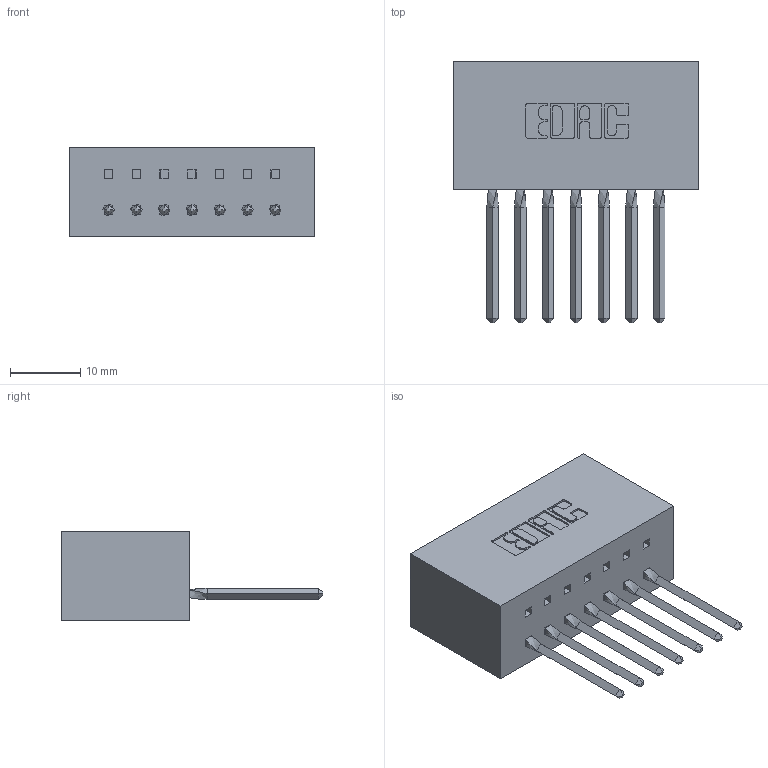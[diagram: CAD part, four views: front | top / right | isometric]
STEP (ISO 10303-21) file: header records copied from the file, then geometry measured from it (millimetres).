
FILE_DESCRIPTION (( 'STEP AP203' ), '1' );
FILE_NAME ('317-007-541-601.STEP', '2020-02-27T12:55:12', ( '' ), ( '' ), 'SwSTEP 2.0', 'SolidWorks 2016', '' );
FILE_SCHEMA (( 'CONFIG_CONTROL_DESIGN' ));
Length unit declared in the file: inch
Products named in the file (3): 317-290-002_541; 317-007-541-601; 317 Part_Lugless
Assembly tree (8 placements, depth 2):
  317-007-541-601
    317 Part_Lugless
    317-290-002_541  x7
Bounding box: 34.95 x 37.34 x 12.7 mm (x, y, z)
Volume: 6297.4 mm3; surface area: 7925.5 mm2
Topology: 8 solids, 8 shells, 1154 faces, 3277 edges, 2132 vertices
Faces by surface type: plane 918, cylinder 208, bspline 28
Entity records: 15916 total; most frequent: CARTESIAN_POINT 3454, ORIENTED_EDGE 2714, DIRECTION 2195, EDGE_CURVE 1357, LINE 1001, VECTOR 1001, VERTEX_POINT 896, AXIS2_PLACEMENT_3D 597
